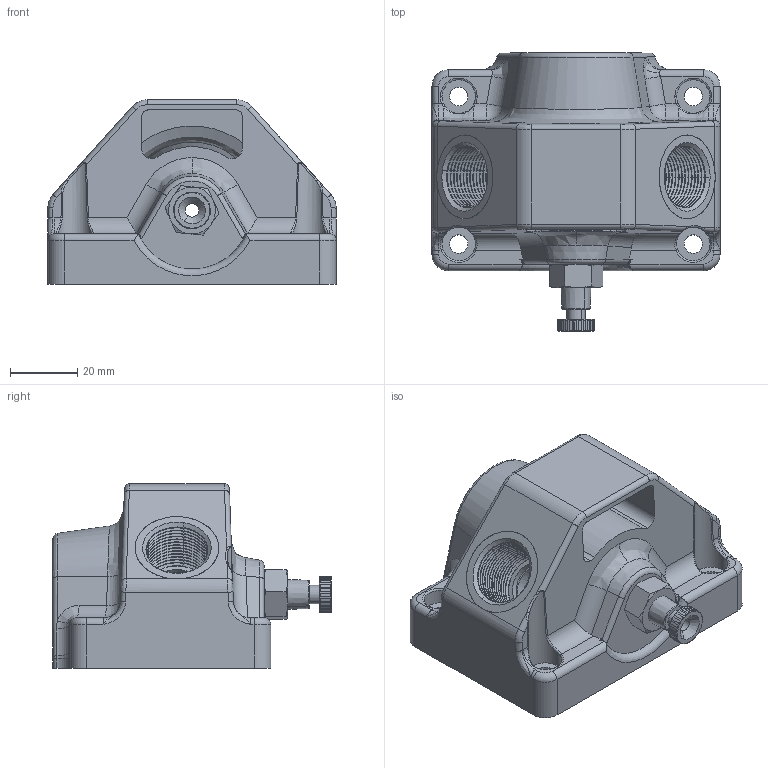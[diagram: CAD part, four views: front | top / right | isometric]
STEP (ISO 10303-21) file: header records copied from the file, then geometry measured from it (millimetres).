
FILE_DESCRIPTION (( 'STEP AP203' ), '1' );
FILE_NAME ('R241.012.002SC.STEP', '2016-10-21T08:51:16', ( 'Utente' ), ( '' ), 'SwSTEP 2.0', 'SolidWorks 2016', '' );
FILE_SCHEMA (( 'CONFIG_CONTROL_DESIGN' ));
Length unit declared in the file: millimetre
Products named in the file (1): R241.012.002SC
Bounding box: 86 x 83 x 55 mm (x, y, z)
Surface area: 38346.9 mm2 (no closed solid volume)
Topology: 0 solids, 35 shells, 615 faces, 1765 edges, 1103 vertices
Faces by surface type: cylinder 259, cone 116, plane 105, bspline 77, torus 55, sphere 3
Entity records: 23768 total; most frequent: CARTESIAN_POINT 8754, ORIENTED_EDGE 3071, DIRECTION 3050, EDGE_CURVE 1759, AXIS2_PLACEMENT_3D 1215, VERTEX_POINT 1103, CIRCLE 676, EDGE_LOOP 642
